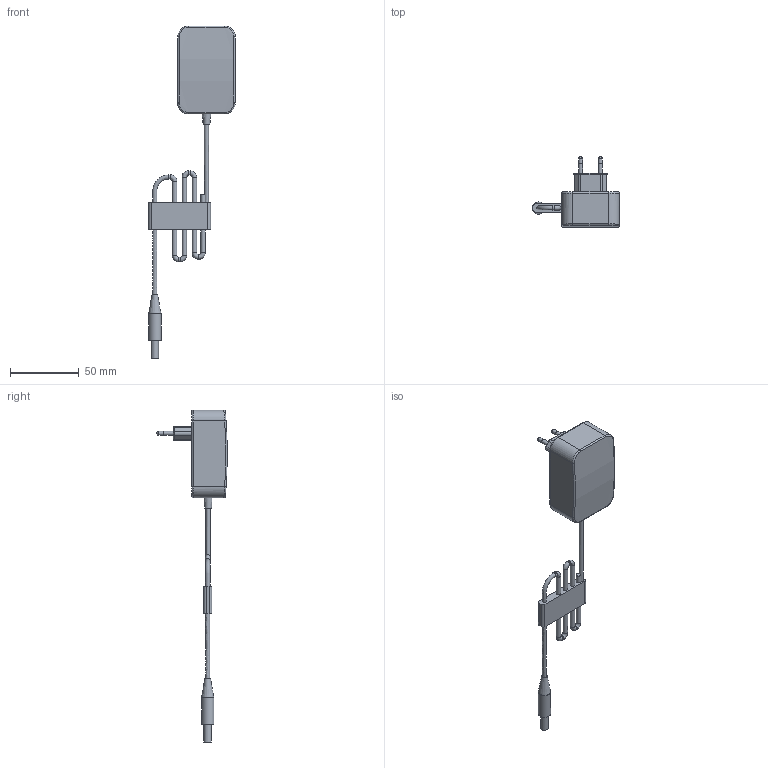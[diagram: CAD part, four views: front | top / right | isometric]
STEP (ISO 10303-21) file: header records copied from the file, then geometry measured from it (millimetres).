
FILE_DESCRIPTION (( 'STEP AP214' ), '1' );
FILE_NAME ('X260131.01 巠饜ん眻盄唳掛.STEP', '2026-01-31T09:45:13', ( '' ), ( '' ), 'SwSTEP 2.0', 'SolidWorks 2024', '' );
FILE_SCHEMA (( 'AUTOMOTIVE_DESIGN' ));
Length unit declared in the file: millimetre
Products named in the file (3): 适配器图纸-直件2; 适配器图纸-直件3; X260131.01 适配器直线版本
Assembly tree (2 placements, depth 2):
  X260131.01 适配器直线版本
    适配器图纸-直件2
    适配器图纸-直件3
Bounding box: 63.14 x 51.12 x 241.74 mm (x, y, z)
Volume: 79197.7 mm3; surface area: 17673.5 mm2
Topology: 4 solids, 4 shells, 106 faces, 241 edges, 149 vertices
Faces by surface type: cylinder 45, plane 30, torus 20, bspline 7, sphere 2, cone 2
Full cylindrical faces by diameter (mm): 3 x4, 3.33 x12, 5.4 x1, 9 x1
Entity records: 9788 total; most frequent: CARTESIAN_POINT 7499, DIRECTION 487, ORIENTED_EDGE 376, AXIS2_PLACEMENT_3D 210, EDGE_CURVE 188, EDGE_LOOP 155, FACE_OUTER_BOUND 135, VERTEX_POINT 131
